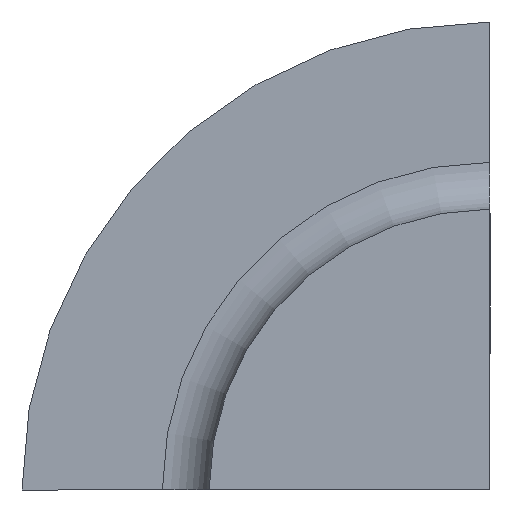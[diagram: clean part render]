
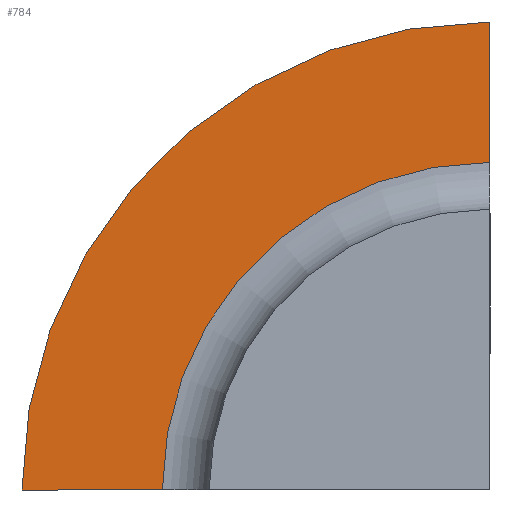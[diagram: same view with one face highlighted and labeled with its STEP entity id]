
A CAD part, front view. The second image highlights one B-rep face of the part: STEP entity #784.
In plain terms, the highlighted planar face has unit normal (0, -1, 0).
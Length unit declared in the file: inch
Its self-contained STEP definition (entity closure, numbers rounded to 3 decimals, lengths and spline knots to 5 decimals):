
#20 = AXIS2_PLACEMENT_3D ( 'NONE', #808, #234, #678 ) ;
#46 = VECTOR ( 'NONE', #48, 39.37008 ) ;
#48 = DIRECTION ( 'NONE',  ( -1., 0., 0. ) ) ;
#49 = EDGE_CURVE ( 'NONE', #116, #173, #379, .T. ) ;
#116 = VERTEX_POINT ( 'NONE', #795 ) ;
#127 = CARTESIAN_POINT ( 'NONE',  ( 0., -0.1168, 0. ) ) ;
#137 = CARTESIAN_POINT ( 'NONE',  ( 0., -0.1168, 0.875 ) ) ;
#140 = CARTESIAN_POINT ( 'NONE',  ( 0., -0.1168, 1.25 ) ) ;
#157 = VERTEX_POINT ( 'NONE', #439 ) ;
#173 = VERTEX_POINT ( 'NONE', #140 ) ;
#197 = VERTEX_POINT ( 'NONE', #137 ) ;
#201 = VECTOR ( 'NONE', #490, 39.37008 ) ;
#207 = PLANE ( 'NONE',  #617 ) ;
#216 = FACE_OUTER_BOUND ( 'NONE', #842, .T. ) ;
#234 = DIRECTION ( 'NONE',  ( 0., 1., 0. ) ) ;
#254 = ORIENTED_EDGE ( 'NONE', *, *, #49, .F. ) ;
#351 = DIRECTION ( 'NONE',  ( 0., -1., 0. ) ) ;
#379 = CIRCLE ( 'NONE', #20, 1.25 ) ;
#398 = DIRECTION ( 'NONE',  ( 0., 1., 0. ) ) ;
#439 = CARTESIAN_POINT ( 'NONE',  ( -0.875, -0.1168, 0. ) ) ;
#477 = CARTESIAN_POINT ( 'NONE',  ( -1.25, -0.1168, 0. ) ) ;
#482 = AXIS2_PLACEMENT_3D ( 'NONE', #565, #398, #688 ) ;
#490 = DIRECTION ( 'NONE',  ( 0., 0., -1. ) ) ;
#565 = CARTESIAN_POINT ( 'NONE',  ( 0., -0.1168, 0. ) ) ;
#571 = ORIENTED_EDGE ( 'NONE', *, *, #745, .T. ) ;
#610 = ORIENTED_EDGE ( 'NONE', *, *, #703, .F. ) ;
#617 = AXIS2_PLACEMENT_3D ( 'NONE', #782, #351, #719 ) ;
#635 = EDGE_CURVE ( 'NONE', #173, #197, #760, .T. ) ;
#678 = DIRECTION ( 'NONE',  ( 0., 0., 1. ) ) ;
#687 = CIRCLE ( 'NONE', #482, 0.875 ) ;
#688 = DIRECTION ( 'NONE',  ( 0., 0., -1. ) ) ;
#697 = ORIENTED_EDGE ( 'NONE', *, *, #635, .F. ) ;
#703 = EDGE_CURVE ( 'NONE', #157, #116, #756, .T. ) ;
#719 = DIRECTION ( 'NONE',  ( 0., 0., -1. ) ) ;
#745 = EDGE_CURVE ( 'NONE', #157, #197, #687, .T. ) ;
#756 = LINE ( 'NONE', #477, #46 ) ;
#760 = LINE ( 'NONE', #127, #201 ) ;
#782 = CARTESIAN_POINT ( 'NONE',  ( -1.25, -0.1168, 0. ) ) ;
#784 = ADVANCED_FACE ( 'NONE', ( #216 ), #207, .T. ) ;
#795 = CARTESIAN_POINT ( 'NONE',  ( -1.25, -0.1168, 0. ) ) ;
#808 = CARTESIAN_POINT ( 'NONE',  ( 0., -0.1168, 0. ) ) ;
#842 = EDGE_LOOP ( 'NONE', ( #610, #571, #697, #254 ) ) ;
